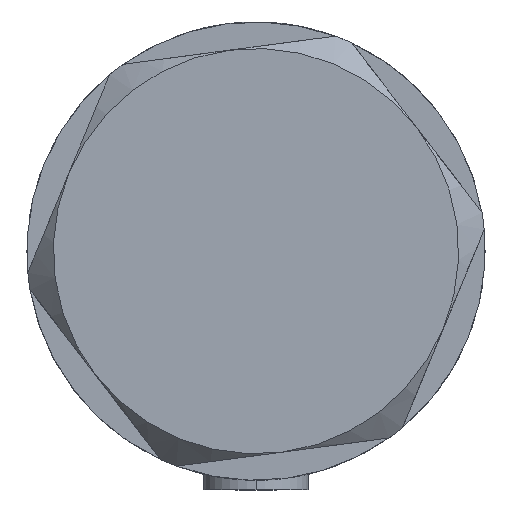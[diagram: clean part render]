
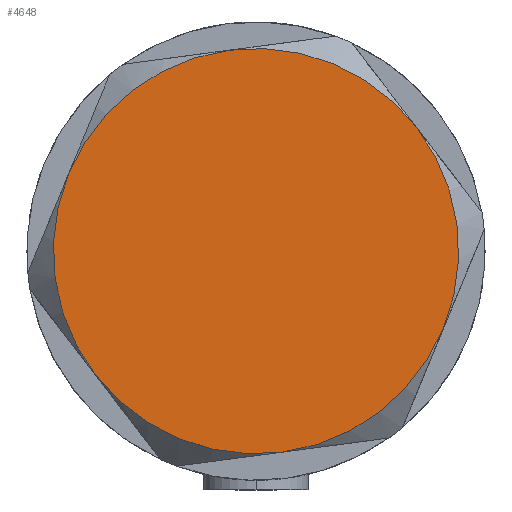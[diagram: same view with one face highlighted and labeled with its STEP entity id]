
A CAD part, left-side view. The second image highlights one B-rep face of the part: STEP entity #4648.
In plain terms, the highlighted face is planar.
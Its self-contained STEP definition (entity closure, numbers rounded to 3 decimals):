
#50 = VERTEX_POINT ( 'NONE', #648 ) ;
#125 = VERTEX_POINT ( 'NONE', #3621 ) ;
#269 = CARTESIAN_POINT ( 'NONE',  ( -23., 0., 9. ) ) ;
#343 = EDGE_CURVE ( 'NONE', #125, #4793, #1728, .T. ) ;
#478 = VERTEX_POINT ( 'NONE', #1405 ) ;
#539 = ORIENTED_EDGE ( 'NONE', *, *, #3395, .T. ) ;
#577 = AXIS2_PLACEMENT_3D ( 'NONE', #4578, #4141, #2097 ) ;
#581 = CARTESIAN_POINT ( 'NONE',  ( 11.5, -19.919, 9. ) ) ;
#609 = EDGE_LOOP ( 'NONE', ( #1524, #2418, #539, #3747, #2824, #2633 ) ) ;
#648 = CARTESIAN_POINT ( 'NONE',  ( 23., 0., 9. ) ) ;
#679 = CIRCLE ( 'NONE', #2008, 23. ) ;
#864 = CARTESIAN_POINT ( 'NONE',  ( 0., 0., 9. ) ) ;
#975 = VERTEX_POINT ( 'NONE', #581 ) ;
#1004 = PLANE ( 'NONE',  #4435 ) ;
#1030 = EDGE_CURVE ( 'NONE', #478, #975, #1903, .T. ) ;
#1033 = EDGE_CURVE ( 'NONE', #50, #2910, #2822, .T. ) ;
#1066 = AXIS2_PLACEMENT_3D ( 'NONE', #1300, #5018, #2255 ) ;
#1141 = AXIS2_PLACEMENT_3D ( 'NONE', #4917, #1299, #1376 ) ;
#1299 = DIRECTION ( 'NONE',  ( 0., 0., 1. ) ) ;
#1300 = CARTESIAN_POINT ( 'NONE',  ( 0., 0., 9. ) ) ;
#1376 = DIRECTION ( 'NONE',  ( 1., 0., 0. ) ) ;
#1405 = CARTESIAN_POINT ( 'NONE',  ( -11.5, -19.919, 9. ) ) ;
#1524 = ORIENTED_EDGE ( 'NONE', *, *, #3940, .T. ) ;
#1645 = DIRECTION ( 'NONE',  ( 0., 0., 1. ) ) ;
#1728 = CIRCLE ( 'NONE', #1066, 23. ) ;
#1779 = FACE_OUTER_BOUND ( 'NONE', #609, .T. ) ;
#1903 = CIRCLE ( 'NONE', #1141, 23. ) ;
#1925 = DIRECTION ( 'NONE',  ( 1., 0., 0. ) ) ;
#2008 = AXIS2_PLACEMENT_3D ( 'NONE', #3979, #1645, #4034 ) ;
#2097 = DIRECTION ( 'NONE',  ( 1., 0., 0. ) ) ;
#2247 = CARTESIAN_POINT ( 'NONE',  ( 0., 0., 9. ) ) ;
#2255 = DIRECTION ( 'NONE',  ( 1., 0., 0. ) ) ;
#2418 = ORIENTED_EDGE ( 'NONE', *, *, #1033, .T. ) ;
#2597 = CARTESIAN_POINT ( 'NONE',  ( 0., 0., 9. ) ) ;
#2633 = ORIENTED_EDGE ( 'NONE', *, *, #1030, .T. ) ;
#2822 = CIRCLE ( 'NONE', #577, 23. ) ;
#2824 = ORIENTED_EDGE ( 'NONE', *, *, #3693, .T. ) ;
#2910 = VERTEX_POINT ( 'NONE', #3619 ) ;
#2998 = CIRCLE ( 'NONE', #3492, 23. ) ;
#3395 = EDGE_CURVE ( 'NONE', #2910, #125, #2998, .T. ) ;
#3492 = AXIS2_PLACEMENT_3D ( 'NONE', #864, #3894, #1925 ) ;
#3619 = CARTESIAN_POINT ( 'NONE',  ( 11.5, 19.919, 9. ) ) ;
#3621 = CARTESIAN_POINT ( 'NONE',  ( -11.5, 19.919, 9. ) ) ;
#3693 = EDGE_CURVE ( 'NONE', #4793, #478, #679, .T. ) ;
#3747 = ORIENTED_EDGE ( 'NONE', *, *, #343, .T. ) ;
#3805 = DIRECTION ( 'NONE',  ( 1., 0., 0. ) ) ;
#3894 = DIRECTION ( 'NONE',  ( 0., 0., 1. ) ) ;
#3900 = DIRECTION ( 'NONE',  ( 0., 0., 1. ) ) ;
#3940 = EDGE_CURVE ( 'NONE', #975, #50, #5045, .T. ) ;
#3979 = CARTESIAN_POINT ( 'NONE',  ( 0., 0., 9. ) ) ;
#3999 = AXIS2_PLACEMENT_3D ( 'NONE', #2247, #4661, #3805 ) ;
#4034 = DIRECTION ( 'NONE',  ( 1., 0., 0. ) ) ;
#4141 = DIRECTION ( 'NONE',  ( 0., 0., 1. ) ) ;
#4273 = DIRECTION ( 'NONE',  ( 1., 0., 0. ) ) ;
#4435 = AXIS2_PLACEMENT_3D ( 'NONE', #2597, #3900, #4273 ) ;
#4578 = CARTESIAN_POINT ( 'NONE',  ( 0., 0., 9. ) ) ;
#4648 = ADVANCED_FACE ( 'NONE', ( #1779 ), #1004, .T. ) ;
#4661 = DIRECTION ( 'NONE',  ( 0., 0., 1. ) ) ;
#4793 = VERTEX_POINT ( 'NONE', #269 ) ;
#4917 = CARTESIAN_POINT ( 'NONE',  ( 0., 0., 9. ) ) ;
#5018 = DIRECTION ( 'NONE',  ( 0., 0., 1. ) ) ;
#5045 = CIRCLE ( 'NONE', #3999, 23. ) ;
